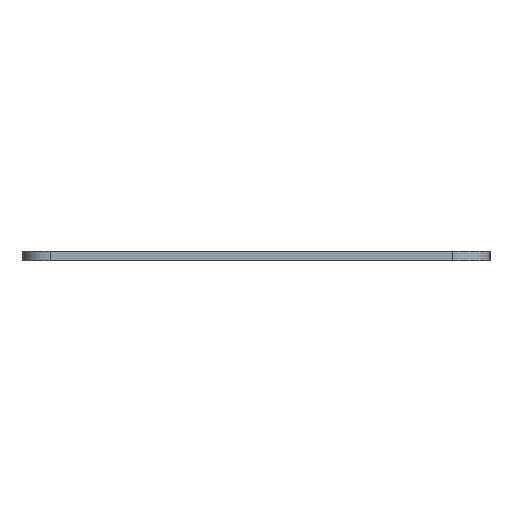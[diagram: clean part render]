
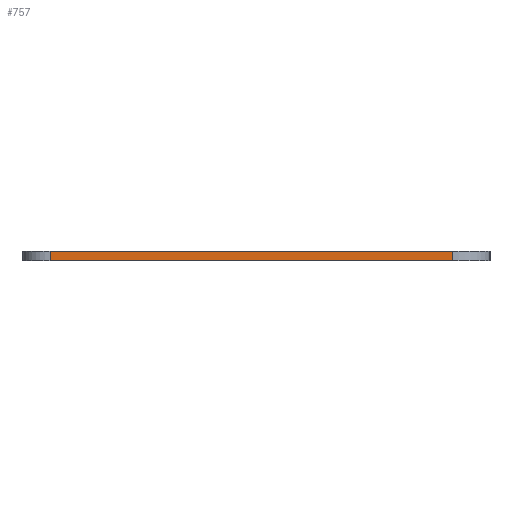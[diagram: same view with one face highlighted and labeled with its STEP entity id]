
A CAD part, left-side view. The second image highlights one B-rep face of the part: STEP entity #757.
In plain terms, the highlighted planar face has unit normal (-1, 0, 0).
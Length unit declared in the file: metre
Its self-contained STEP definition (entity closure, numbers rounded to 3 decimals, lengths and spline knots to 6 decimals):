
#20=PLANE('',#828);
#66=LINE('',#1208,#142);
#67=LINE('',#1212,#143);
#68=LINE('',#1214,#144);
#69=LINE('',#1216,#145);
#142=VECTOR('',#974,1.);
#143=VECTOR('',#979,1.);
#144=VECTOR('',#980,1.);
#145=VECTOR('',#981,1.);
#253=ORIENTED_EDGE('',*,*,#465,.F.);
#254=ORIENTED_EDGE('',*,*,#466,.F.);
#255=ORIENTED_EDGE('',*,*,#467,.T.);
#256=ORIENTED_EDGE('',*,*,#463,.T.);
#463=EDGE_CURVE('',#562,#561,#66,.T.);
#465=EDGE_CURVE('',#563,#561,#67,.T.);
#466=EDGE_CURVE('',#564,#563,#68,.T.);
#467=EDGE_CURVE('',#564,#562,#69,.T.);
#561=VERTEX_POINT('',#1207);
#562=VERTEX_POINT('',#1209);
#563=VERTEX_POINT('',#1213);
#564=VERTEX_POINT('',#1215);
#658=EDGE_LOOP('',(#253,#254,#255,#256));
#698=FACE_BOUND('',#658,.T.);
#757=ADVANCED_FACE('',(#698),#20,.T.);
#828=AXIS2_PLACEMENT_3D('',#1211,#977,#978);
#974=DIRECTION('',(0.,0.,-1.));
#977=DIRECTION('',(-1.,0.,0.));
#978=DIRECTION('',(0.,0.,1.));
#979=DIRECTION('',(0.,1.,0.));
#980=DIRECTION('',(0.,0.,-1.));
#981=DIRECTION('',(0.,1.,0.));
#1207=CARTESIAN_POINT('',(-0.039,0.011,0.));
#1208=CARTESIAN_POINT('',(-0.039,0.011,0.0005));
#1209=CARTESIAN_POINT('',(-0.039,0.011,0.0005));
#1211=CARTESIAN_POINT('',(-0.039,0.00025,0.0005));
#1212=CARTESIAN_POINT('',(-0.039,0.00025,0.));
#1213=CARTESIAN_POINT('',(-0.039,-0.0105,0.));
#1214=CARTESIAN_POINT('',(-0.039,-0.0105,0.0005));
#1215=CARTESIAN_POINT('',(-0.039,-0.0105,0.0005));
#1216=CARTESIAN_POINT('',(-0.039,0.00025,0.0005));
